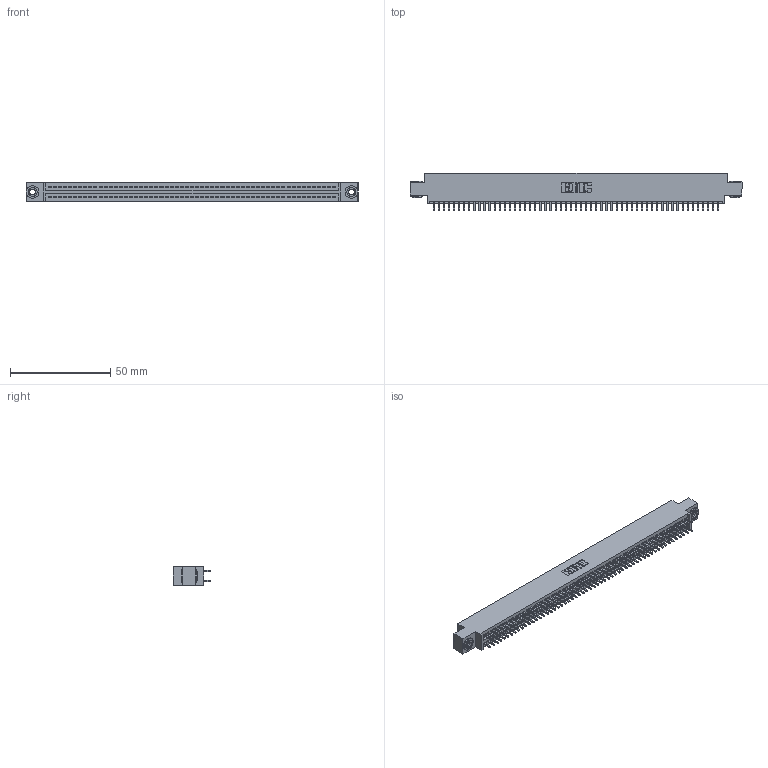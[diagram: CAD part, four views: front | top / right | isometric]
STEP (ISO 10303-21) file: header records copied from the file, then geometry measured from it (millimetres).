
FILE_DESCRIPTION (( 'STEP AP203' ), '1' );
FILE_NAME ('395-114-521-803.STEP', '2018-12-01T14:26:30', ( '' ), ( '' ), 'SwSTEP 2.0', 'SolidWorks 2016', '' );
FILE_SCHEMA (( 'CONFIG_CONTROL_DESIGN' ));
Length unit declared in the file: inch
Products named in the file (4): 345-250-002_345-250-002-102; 345 Part_0.170 Offset - 0.156 Dia-TH; 395-114-521-803; 345-292-001_345-293-121
Assembly tree (117 placements, depth 2):
  395-114-521-803
    345 Part_0.170 Offset - 0.156 Dia-TH
    345-292-001_345-293-121  x114
    345-250-002_345-250-002-102  x2
Bounding box: 165.99 x 18.72 x 9.4 mm (x, y, z)
Volume: 16123.1 mm3; surface area: 24168.6 mm2
Topology: 117 solids, 117 shells, 5868 faces, 17415 edges, 11454 vertices
Faces by surface type: plane 3856, cylinder 2004, cone 8
Entity records: 43504 total; most frequent: CARTESIAN_POINT 7255, ORIENTED_EDGE 7182, DIRECTION 6409, EDGE_CURVE 3591, LINE 3207, VECTOR 3207, VERTEX_POINT 2390, AXIS2_PLACEMENT_3D 1601
